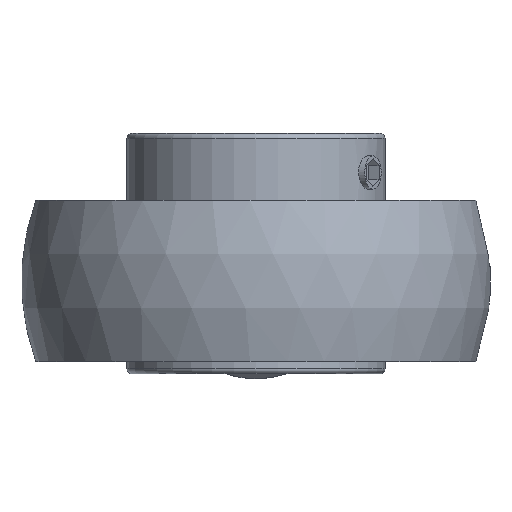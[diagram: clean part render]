
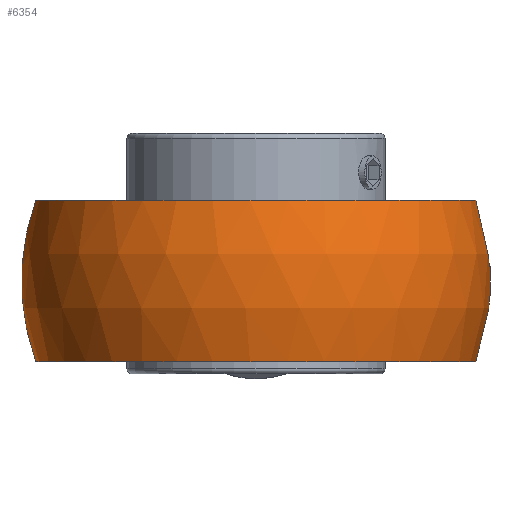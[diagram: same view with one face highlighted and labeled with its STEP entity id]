
A CAD part, front view. The second image highlights one B-rep face of the part: STEP entity #6354.
In plain terms, the highlighted spherical face has radius 48 mm.
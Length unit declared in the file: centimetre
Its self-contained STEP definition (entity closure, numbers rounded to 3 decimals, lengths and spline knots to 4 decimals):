
#6266=CARTESIAN_POINT('',(0.,0.,0.));
#6267=DIRECTION('',(0.,0.,1.));
#6268=DIRECTION('',(1.,0.,0.));
#6269=AXIS2_PLACEMENT_3D('',#6266,#6267,#6268);
#6270=SPHERICAL_SURFACE('',#6269,4.8);
#6271=CARTESIAN_POINT('',(-4.5075,0.,1.65));
#6272=VERTEX_POINT('',#6271);
#6273=CARTESIAN_POINT('',(-4.5075,0.,-1.65));
#6274=VERTEX_POINT('',#6273);
#6275=CARTESIAN_POINT('',(0.,0.,0.));
#6276=DIRECTION('',(-0.,-1.,0.));
#6277=DIRECTION('',(-1.,0.,0.));
#6278=AXIS2_PLACEMENT_3D('',#6275,#6276,#6277);
#6279=CIRCLE('',#6278,4.8);
#6280=EDGE_CURVE('',#6272,#6274,#6279,.T.);
#6281=ORIENTED_EDGE('',*,*,#6280,.T.);
#6282=CARTESIAN_POINT('',(1.1303,4.3635,-1.65));
#6283=VERTEX_POINT('',#6282);
#6284=CARTESIAN_POINT('',(0.,0.,-1.65));
#6285=DIRECTION('',(-0.,-0.,-1.));
#6286=DIRECTION('',(0.,-1.,0.));
#6287=AXIS2_PLACEMENT_3D('',#6284,#6285,#6286);
#6288=CIRCLE('',#6287,4.5075);
#6289=EDGE_CURVE('',#6283,#6274,#6288,.T.);
#6290=ORIENTED_EDGE('',*,*,#6289,.F.);
#6291=CARTESIAN_POINT('',(1.9774,4.3635,-0.3));
#6292=VERTEX_POINT('',#6291);
#6293=CARTESIAN_POINT('',(0.,4.3635,0.));
#6294=DIRECTION('',(-0.,1.,0.));
#6295=DIRECTION('',(1.,0.,0.));
#6296=AXIS2_PLACEMENT_3D('',#6293,#6294,#6295);
#6297=CIRCLE('',#6296,2.);
#6298=EDGE_CURVE('',#6292,#6283,#6297,.T.);
#6299=ORIENTED_EDGE('',*,*,#6298,.F.);
#6300=CARTESIAN_POINT('',(4.7812,0.3,-0.3));
#6301=VERTEX_POINT('',#6300);
#6302=CARTESIAN_POINT('',(0.,0.,-0.3));
#6303=DIRECTION('',(0.,0.,-1.));
#6304=DIRECTION('',(0.,-1.,0.));
#6305=AXIS2_PLACEMENT_3D('',#6302,#6303,#6304);
#6306=CIRCLE('',#6305,4.7906);
#6307=EDGE_CURVE('',#6292,#6301,#6306,.T.);
#6308=ORIENTED_EDGE('',*,*,#6307,.T.);
#6309=CARTESIAN_POINT('',(4.7906,0.3,0.));
#6310=VERTEX_POINT('',#6309);
#6311=CARTESIAN_POINT('',(0.,0.3,0.));
#6312=DIRECTION('',(0.,-1.,0.));
#6313=DIRECTION('',(0.,0.,1.));
#6314=AXIS2_PLACEMENT_3D('',#6311,#6312,#6313);
#6315=CIRCLE('',#6314,4.7906);
#6316=EDGE_CURVE('',#6301,#6310,#6315,.T.);
#6317=ORIENTED_EDGE('',*,*,#6316,.T.);
#6318=CARTESIAN_POINT('',(4.7812,0.3,0.3));
#6319=VERTEX_POINT('',#6318);
#6320=CARTESIAN_POINT('',(0.,0.3,0.));
#6321=DIRECTION('',(0.,-1.,0.));
#6322=DIRECTION('',(0.,0.,1.));
#6323=AXIS2_PLACEMENT_3D('',#6320,#6321,#6322);
#6324=CIRCLE('',#6323,4.7906);
#6325=EDGE_CURVE('',#6310,#6319,#6324,.T.);
#6326=ORIENTED_EDGE('',*,*,#6325,.T.);
#6327=CARTESIAN_POINT('',(1.9774,4.3635,0.3));
#6328=VERTEX_POINT('',#6327);
#6329=CARTESIAN_POINT('',(0.,0.,0.3));
#6330=DIRECTION('',(0.,-0.,1.));
#6331=DIRECTION('',(0.,1.,0.));
#6332=AXIS2_PLACEMENT_3D('',#6329,#6330,#6331);
#6333=CIRCLE('',#6332,4.7906);
#6334=EDGE_CURVE('',#6319,#6328,#6333,.T.);
#6335=ORIENTED_EDGE('',*,*,#6334,.T.);
#6336=CARTESIAN_POINT('',(1.1303,4.3635,1.65));
#6337=VERTEX_POINT('',#6336);
#6338=CARTESIAN_POINT('',(0.,4.3635,0.));
#6339=DIRECTION('',(-0.,1.,0.));
#6340=DIRECTION('',(1.,0.,0.));
#6341=AXIS2_PLACEMENT_3D('',#6338,#6339,#6340);
#6342=CIRCLE('',#6341,2.);
#6343=EDGE_CURVE('',#6337,#6328,#6342,.T.);
#6344=ORIENTED_EDGE('',*,*,#6343,.F.);
#6345=CARTESIAN_POINT('',(0.,0.,1.65));
#6346=DIRECTION('',(0.,-0.,1.));
#6347=DIRECTION('',(0.,1.,0.));
#6348=AXIS2_PLACEMENT_3D('',#6345,#6346,#6347);
#6349=CIRCLE('',#6348,4.5075);
#6350=EDGE_CURVE('',#6272,#6337,#6349,.T.);
#6351=ORIENTED_EDGE('',*,*,#6350,.F.);
#6352=EDGE_LOOP('',(#6281,#6290,#6299,#6308,#6317,#6326,#6335,#6344,#6351));
#6353=FACE_BOUND('',#6352,.T.);
#6354=ADVANCED_FACE('',(#6353),#6270,.T.);
